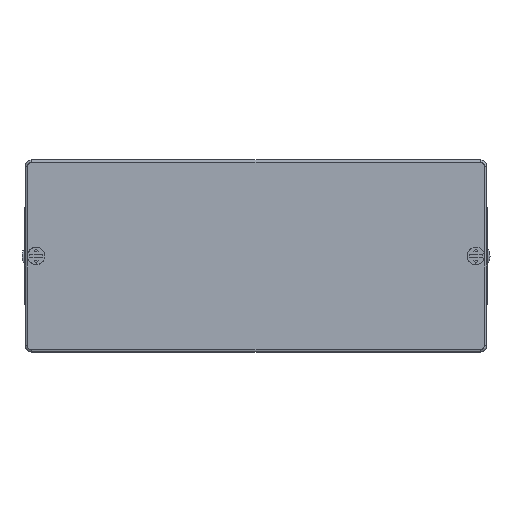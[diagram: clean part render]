
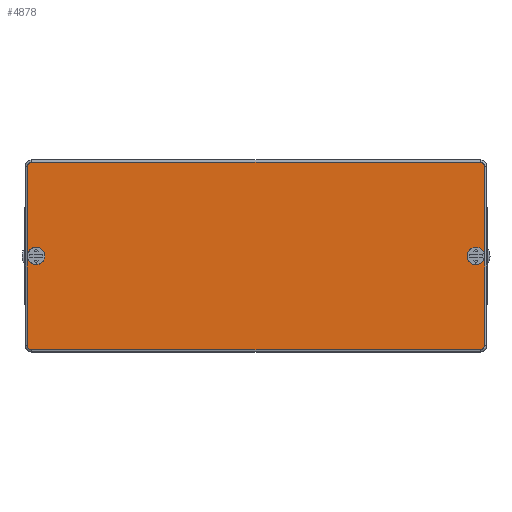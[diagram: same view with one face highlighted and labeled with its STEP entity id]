
A CAD part, top view. The second image highlights one B-rep face of the part: STEP entity #4878.
In plain terms, the highlighted planar face has unit normal (0, 0, 1).
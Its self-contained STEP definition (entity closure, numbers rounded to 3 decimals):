
#824=CARTESIAN_POINT('',(-223.838,-143.839,10.));
#825=CARTESIAN_POINT('',(-223.838,-144.129,10.));
#826=CARTESIAN_POINT('',(-223.766,-144.711,10.));
#827=CARTESIAN_POINT('',(-223.445,-145.529,10.));
#828=CARTESIAN_POINT('',(-222.932,-146.243,10.));
#829=CARTESIAN_POINT('',(-222.225,-146.837,10.));
#830=CARTESIAN_POINT('',(-221.343,-147.242,10.));
#831=CARTESIAN_POINT('',(-220.673,-147.338,10.));
#832=CARTESIAN_POINT('',(-220.339,-147.338,10.));
#834=CARTESIAN_POINT('',(-220.339,-1.662,10.));
#835=CARTESIAN_POINT('',(-220.48,-1.662,10.));
#836=CARTESIAN_POINT('',(-220.762,-1.679,10.));
#837=CARTESIAN_POINT('',(-221.179,-1.755,10.));
#838=CARTESIAN_POINT('',(-221.583,-1.881,10.));
#839=CARTESIAN_POINT('',(-221.969,-2.055,10.));
#840=CARTESIAN_POINT('',(-222.332,-2.274,10.));
#841=CARTESIAN_POINT('',(-222.665,-2.536,10.));
#842=CARTESIAN_POINT('',(-222.965,-2.835,10.));
#843=CARTESIAN_POINT('',(-223.226,-3.169,10.));
#844=CARTESIAN_POINT('',(-223.445,-3.531,10.));
#845=CARTESIAN_POINT('',(-223.619,-3.917,10.));
#846=CARTESIAN_POINT('',(-223.745,-4.321,10.));
#847=CARTESIAN_POINT('',(-223.821,-4.738,10.));
#848=CARTESIAN_POINT('',(-223.838,-5.02,10.));
#849=CARTESIAN_POINT('',(-223.838,-5.161,10.));
#851=CARTESIAN_POINT('',(127.339,-147.338,10.));
#852=CARTESIAN_POINT('',(127.673,-147.338,10.));
#853=CARTESIAN_POINT('',(128.343,-147.242,10.));
#854=CARTESIAN_POINT('',(129.225,-146.837,10.));
#855=CARTESIAN_POINT('',(129.932,-146.243,10.));
#856=CARTESIAN_POINT('',(130.445,-145.529,10.));
#857=CARTESIAN_POINT('',(130.766,-144.711,10.));
#858=CARTESIAN_POINT('',(130.838,-144.129,10.));
#859=CARTESIAN_POINT('',(130.838,-143.839,10.));
#861=CARTESIAN_POINT('',(-217.,-74.5,10.));
#862=DIRECTION('',(0.,0.,-1.));
#863=DIRECTION('',(0.479,0.878,0.));
#864=AXIS2_PLACEMENT_3D('',#861,#862,#863);
#866=CARTESIAN_POINT('',(-217.,-74.5,10.));
#867=DIRECTION('',(0.,0.,-1.));
#868=DIRECTION('',(-0.479,-0.878,0.));
#869=AXIS2_PLACEMENT_3D('',#866,#867,#868);
#871=CARTESIAN_POINT('',(124.,-74.5,10.));
#872=DIRECTION('',(0.,0.,1.));
#873=DIRECTION('',(-0.479,0.878,0.));
#874=AXIS2_PLACEMENT_3D('',#871,#872,#873);
#876=CARTESIAN_POINT('',(124.,-74.5,10.));
#877=DIRECTION('',(0.,0.,-1.));
#878=DIRECTION('',(-0.479,0.878,0.));
#879=AXIS2_PLACEMENT_3D('',#876,#877,#878);
#885=DIRECTION('',(-1.,0.,0.));
#886=VECTOR('',#885,347.677);
#887=CARTESIAN_POINT('',(127.339,-147.338,10.));
#888=LINE('',#887,#886);
#927=DIRECTION('',(0.,1.,0.));
#928=VECTOR('',#927,138.677);
#929=CARTESIAN_POINT('',(-223.838,-143.839,10.));
#930=LINE('',#929,#928);
#955=DIRECTION('',(0.,-1.,0.));
#956=VECTOR('',#955,138.677);
#957=CARTESIAN_POINT('',(130.838,-5.161,10.));
#958=LINE('',#957,#956);
#968=CARTESIAN_POINT('',(127.339,-1.662,10.));
#969=CARTESIAN_POINT('',(127.48,-1.662,10.));
#970=CARTESIAN_POINT('',(127.76,-1.678,10.));
#971=CARTESIAN_POINT('',(128.177,-1.755,10.));
#972=CARTESIAN_POINT('',(128.582,-1.88,10.));
#973=CARTESIAN_POINT('',(128.97,-2.055,10.));
#974=CARTESIAN_POINT('',(129.331,-2.273,10.));
#975=CARTESIAN_POINT('',(129.664,-2.534,10.));
#976=CARTESIAN_POINT('',(129.964,-2.834,10.));
#977=CARTESIAN_POINT('',(130.226,-3.168,10.));
#978=CARTESIAN_POINT('',(130.446,-3.532,10.));
#979=CARTESIAN_POINT('',(130.62,-3.919,10.));
#980=CARTESIAN_POINT('',(130.746,-4.323,10.));
#981=CARTESIAN_POINT('',(130.822,-4.74,10.));
#982=CARTESIAN_POINT('',(130.838,-5.02,10.));
#983=CARTESIAN_POINT('',(130.838,-5.161,10.));
#990=DIRECTION('',(1.,0.,0.));
#991=VECTOR('',#990,347.677);
#992=CARTESIAN_POINT('',(-220.339,-1.662,10.));
#993=LINE('',#992,#991);
#3492=CARTESIAN_POINT('',(130.838,-143.839,10.));
#3493=VERTEX_POINT('',#3492);
#3494=CARTESIAN_POINT('',(130.838,-5.161,10.));
#3495=VERTEX_POINT('',#3494);
#3500=CARTESIAN_POINT('',(-223.838,-143.839,10.));
#3501=CARTESIAN_POINT('',(-223.838,-5.161,
10.));
#3502=VERTEX_POINT('',#3500);
#3503=VERTEX_POINT('',#3501);
#3504=VERTEX_POINT('',#832);
#3505=CARTESIAN_POINT('',(127.339,-147.338,10.));
#3506=VERTEX_POINT('',#3505);
#3511=CARTESIAN_POINT('',(127.339,-1.662,10.));
#3512=VERTEX_POINT('',#3511);
#3513=CARTESIAN_POINT('',(-220.339,-1.662,
10.));
#3514=VERTEX_POINT('',#3513);
#3515=CARTESIAN_POINT('',(127.265,-80.477,10.));
#3516=VERTEX_POINT('',#3515);
#3517=CARTESIAN_POINT('',(120.735,-68.523,10.));
#3518=VERTEX_POINT('',#3517);
#3519=CARTESIAN_POINT('',(-220.265,-80.477,10.));
#3520=VERTEX_POINT('',#3519);
#3521=CARTESIAN_POINT('',(-213.735,-68.523,10.));
#3522=VERTEX_POINT('',#3521);
#4844=CARTESIAN_POINT('',(0.,-149.,10.));
#4845=DIRECTION('',(0.,0.,-1.));
#4846=DIRECTION('',(0.,1.,0.));
#4847=AXIS2_PLACEMENT_3D('',#4844,#4845,#4846);
#4848=PLANE('',#4847);
#4850=ORIENTED_EDGE('',*,*,#4849,.T.);
#4852=ORIENTED_EDGE('',*,*,#4851,.F.);
#4854=ORIENTED_EDGE('',*,*,#4853,.T.);
#4855=ORIENTED_EDGE('',*,*,#4834,.F.);
#4857=ORIENTED_EDGE('',*,*,#4856,.T.);
#4859=ORIENTED_EDGE('',*,*,#4858,.T.);
#4861=ORIENTED_EDGE('',*,*,#4860,.T.);
#4863=ORIENTED_EDGE('',*,*,#4862,.F.);
#4864=EDGE_LOOP('',(#4850,#4852,#4854,#4855,#4857,#4859,#4861,#4863));
#4865=FACE_OUTER_BOUND('',#4864,.F.);
#4867=ORIENTED_EDGE('',*,*,#4866,.F.);
#4869=ORIENTED_EDGE('',*,*,#4868,.F.);
#4870=EDGE_LOOP('',(#4867,#4869));
#4871=FACE_BOUND('',#4870,.F.);
#4873=ORIENTED_EDGE('',*,*,#4872,.T.);
#4875=ORIENTED_EDGE('',*,*,#4874,.F.);
#4876=EDGE_LOOP('',(#4873,#4875));
#4877=FACE_BOUND('',#4876,.F.);
#4878=ADVANCED_FACE('',(#4865,#4871,#4877),#4848,.F.);
#833=B_SPLINE_CURVE_WITH_KNOTS('',3,(#824,#825,#826,#827,#828,#829,#830,#831,
#832),.UNSPECIFIED.,.F.,.F.,(4,1,1,1,1,1,4),(0.,0.159,
0.317,0.476,0.635,0.817,1.),
.UNSPECIFIED.);
#850=B_SPLINE_CURVE_WITH_KNOTS('',3,(#834,#835,#836,#837,#838,#839,#840,#841,
#842,#843,#844,#845,#846,#847,#848,#849),.UNSPECIFIED.,.F.,.F.,(4,1,1,1,1,1,1,1,
1,1,1,1,1,4),(0.,0.077,0.154,0.231,
0.308,0.385,0.462,0.538,
0.615,0.692,0.769,0.846,
0.923,1.),.UNSPECIFIED.);
#860=B_SPLINE_CURVE_WITH_KNOTS('',3,(#851,#852,#853,#854,#855,#856,#857,#858,
#859),.UNSPECIFIED.,.F.,.F.,(4,1,1,1,1,1,4),(0.,0.183,
0.365,0.524,0.683,0.841,1.),
.UNSPECIFIED.);
#865=CIRCLE('',#864,6.811);
#870=CIRCLE('',#869,6.811);
#875=CIRCLE('',#874,6.811);
#880=CIRCLE('',#879,6.811);
#984=B_SPLINE_CURVE_WITH_KNOTS('',3,(#968,#969,#970,#971,#972,#973,#974,#975,
#976,#977,#978,#979,#980,#981,#982,#983),.UNSPECIFIED.,.F.,.F.,(4,1,1,1,1,1,1,1,
1,1,1,1,1,4),(0.,0.077,0.154,0.231,
0.308,0.385,0.462,0.538,
0.615,0.692,0.769,0.846,
0.923,1.),.UNSPECIFIED.);
#4834=EDGE_CURVE('',#3514,#3503,#850,.T.);
#4849=EDGE_CURVE('',#3506,#3504,#888,.T.);
#4851=EDGE_CURVE('',#3502,#3504,#833,.T.);
#4853=EDGE_CURVE('',#3502,#3503,#930,.T.);
#4856=EDGE_CURVE('',#3514,#3512,#993,.T.);
#4858=EDGE_CURVE('',#3512,#3495,#984,.T.);
#4860=EDGE_CURVE('',#3495,#3493,#958,.T.);
#4862=EDGE_CURVE('',#3506,#3493,#860,.T.);
#4866=EDGE_CURVE('',#3522,#3520,#865,.T.);
#4868=EDGE_CURVE('',#3520,#3522,#870,.T.);
#4872=EDGE_CURVE('',#3518,#3516,#875,.T.);
#4874=EDGE_CURVE('',#3518,#3516,#880,.T.);
